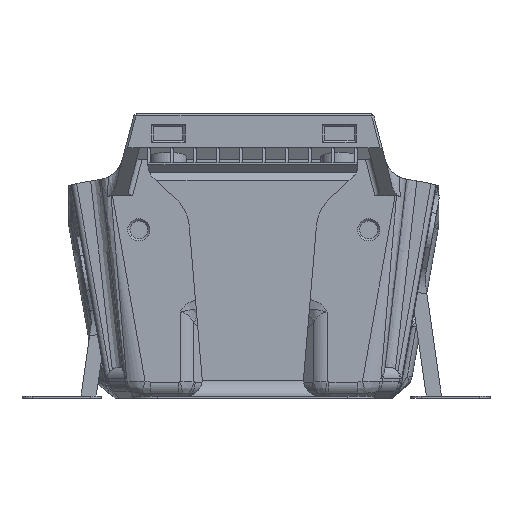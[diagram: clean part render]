
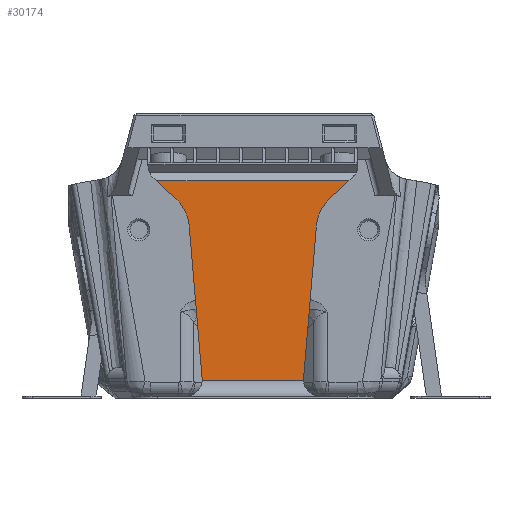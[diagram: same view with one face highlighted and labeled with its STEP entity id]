
A CAD part, front view. The second image highlights one B-rep face of the part: STEP entity #30174.
In plain terms, the highlighted planar face has unit normal (0, -1, 0).
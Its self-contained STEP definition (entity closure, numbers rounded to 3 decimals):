
#871=CIRCLE('',#32094,3.);
#872=CIRCLE('',#32095,3.);
#873=CIRCLE('',#32096,8.);
#874=CIRCLE('',#32097,8.);
#2151=LINE('',#45935,#4806);
#2153=LINE('',#45942,#4808);
#2154=LINE('',#45947,#4809);
#2155=LINE('',#45949,#4810);
#2156=LINE('',#45951,#4811);
#2157=LINE('',#45955,#4812);
#4806=VECTOR('',#35195,1000.);
#4808=VECTOR('',#35201,1000.);
#4809=VECTOR('',#35206,1000.);
#4810=VECTOR('',#35207,1000.);
#4811=VECTOR('',#35208,1000.);
#4812=VECTOR('',#35211,1000.);
#7387=PLANE('',#32093);
#9161=ORIENTED_EDGE('',*,*,#18071,.T.);
#9162=ORIENTED_EDGE('',*,*,#18072,.T.);
#9163=ORIENTED_EDGE('',*,*,#18073,.T.);
#9164=ORIENTED_EDGE('',*,*,#18069,.F.);
#9165=ORIENTED_EDGE('',*,*,#18074,.T.);
#9166=ORIENTED_EDGE('',*,*,#18075,.T.);
#9167=ORIENTED_EDGE('',*,*,#18076,.F.);
#9168=ORIENTED_EDGE('',*,*,#18077,.F.);
#9169=ORIENTED_EDGE('',*,*,#18078,.T.);
#9170=ORIENTED_EDGE('',*,*,#18079,.T.);
#18069=EDGE_CURVE('',#22591,#22592,#2151,.T.);
#18071=EDGE_CURVE('',#22593,#22594,#871,.T.);
#18072=EDGE_CURVE('',#22594,#22595,#2153,.F.);
#18073=EDGE_CURVE('',#22595,#22592,#872,.T.);
#18074=EDGE_CURVE('',#22591,#22596,#873,.T.);
#18075=EDGE_CURVE('',#22596,#22597,#2154,.T.);
#18076=EDGE_CURVE('',#22598,#22597,#2155,.T.);
#18077=EDGE_CURVE('',#22599,#22598,#2156,.T.);
#18078=EDGE_CURVE('',#22599,#22600,#874,.T.);
#18079=EDGE_CURVE('',#22600,#22593,#2157,.T.);
#22591=VERTEX_POINT('',#45934);
#22592=VERTEX_POINT('',#45936);
#22593=VERTEX_POINT('',#45940);
#22594=VERTEX_POINT('',#45941);
#22595=VERTEX_POINT('',#45943);
#22596=VERTEX_POINT('',#45946);
#22597=VERTEX_POINT('',#45948);
#22598=VERTEX_POINT('',#45950);
#22599=VERTEX_POINT('',#45952);
#22600=VERTEX_POINT('',#45954);
#26319=EDGE_LOOP('',(#9161,#9162,#9163,#9164,#9165,#9166,#9167,#9168,#9169,
#9170));
#28218=FACE_BOUND('',#26319,.T.);
#30174=ADVANCED_FACE('',(#28218),#7387,.F.);
#32093=AXIS2_PLACEMENT_3D('',#45938,#35197,#35198);
#32094=AXIS2_PLACEMENT_3D('',#45939,#35199,#35200);
#32095=AXIS2_PLACEMENT_3D('',#45944,#35202,#35203);
#32096=AXIS2_PLACEMENT_3D('',#45945,#35204,#35205);
#32097=AXIS2_PLACEMENT_3D('',#45953,#35209,#35210);
#35195=DIRECTION('',(-0.084,0.,-0.996));
#35197=DIRECTION('',(0.,1.,0.));
#35198=DIRECTION('',(0.,0.,1.));
#35199=DIRECTION('',(0.,1.,0.));
#35200=DIRECTION('',(0.,0.,1.));
#35201=DIRECTION('',(-1.,0.,0.));
#35202=DIRECTION('',(0.,1.,0.));
#35203=DIRECTION('',(0.,0.,1.));
#35204=DIRECTION('',(0.,1.,0.));
#35205=DIRECTION('',(0.,0.,1.));
#35206=DIRECTION('',(0.731,0.,0.682));
#35207=DIRECTION('',(1.,0.,0.));
#35208=DIRECTION('',(-0.731,0.,0.682));
#35209=DIRECTION('',(0.,1.,0.));
#35210=DIRECTION('',(0.,0.,1.));
#35211=DIRECTION('',(0.084,0.,-0.996));
#45934=CARTESIAN_POINT('',(11.856,-32.314,32.579));
#45935=CARTESIAN_POINT('',(36.482,-32.314,324.724));
#45936=CARTESIAN_POINT('',(9.418,-32.314,3.652));
#45938=CARTESIAN_POINT('',(0.,-32.314,327.8));
#45939=CARTESIAN_POINT('',(-12.767,-32.314,3.4));
#45940=CARTESIAN_POINT('',(-9.777,-32.314,3.652));
#45941=CARTESIAN_POINT('',(-9.767,-32.314,3.4));
#45942=CARTESIAN_POINT('',(9.143,-32.314,3.4));
#45943=CARTESIAN_POINT('',(9.407,-32.314,3.4));
#45944=CARTESIAN_POINT('',(12.407,-32.314,3.4));
#45945=CARTESIAN_POINT('',(19.828,-32.314,31.907));
#45946=CARTESIAN_POINT('',(14.372,-32.314,37.757));
#45947=CARTESIAN_POINT('',(16.736,-32.314,39.963));
#45948=CARTESIAN_POINT('',(17.982,-32.314,41.124));
#45949=CARTESIAN_POINT('',(-65.369,-32.314,41.124));
#45950=CARTESIAN_POINT('',(-18.341,-32.314,41.124));
#45951=CARTESIAN_POINT('',(-17.096,-32.314,39.963));
#45952=CARTESIAN_POINT('',(-14.731,-32.314,37.757));
#45953=CARTESIAN_POINT('',(-20.187,-32.314,31.907));
#45954=CARTESIAN_POINT('',(-12.216,-32.314,32.579));
#45955=CARTESIAN_POINT('',(-36.839,-32.314,324.694));
